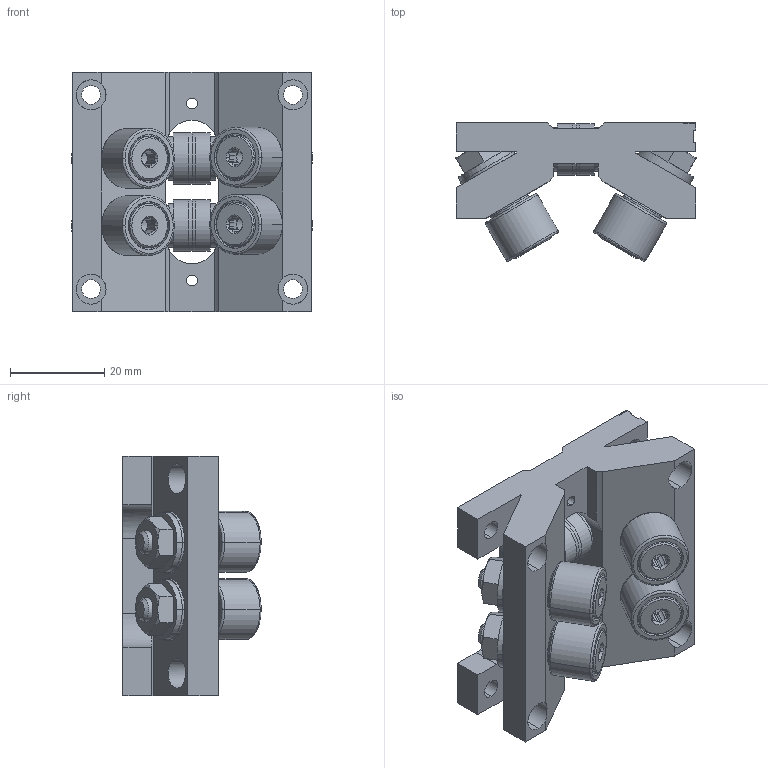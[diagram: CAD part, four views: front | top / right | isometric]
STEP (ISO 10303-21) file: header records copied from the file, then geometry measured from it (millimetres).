
FILE_DESCRIPTION (( 'STEP AP203' ), '1' );
FILE_NAME ('RollerBearing_836ACA6689.step', '2020-12-07T20:09:16', ( 'localadmin' ), ( 'BOXX Technologies, Inc.' ), 'SwSTEP 2.0', 'SolidWorks 2019', '' );
FILE_SCHEMA (( 'CONFIG_CONTROL_DESIGN' ));
Length unit declared in the file: inch
Products named in the file (3): RollerBearing_836ACA6689; 1Xej3V5I0h_CADModel_0
Assembly tree (1 placements, depth 2):
  RollerBearing_836ACA6689
    1Xej3V5I0h_CADModel_0
  1Xej3V5I0h_CADModel_0
Bounding box: 51.07 x 29.37 x 50.8 mm (x, y, z)
Volume: 35393.9 mm3; surface area: 19801.4 mm2
Topology: 18 solids, 18 shells, 531 faces, 1293 edges, 818 vertices
Faces by surface type: plane 218, cylinder 177, cone 112, bspline 16, torus 8
Entity records: 16969 total; most frequent: CARTESIAN_POINT 4159, DIRECTION 2687, ORIENTED_EDGE 2570, EDGE_CURVE 1285, AXIS2_PLACEMENT_3D 1050, VERTEX_POINT 818, EDGE_LOOP 617, LINE 587
